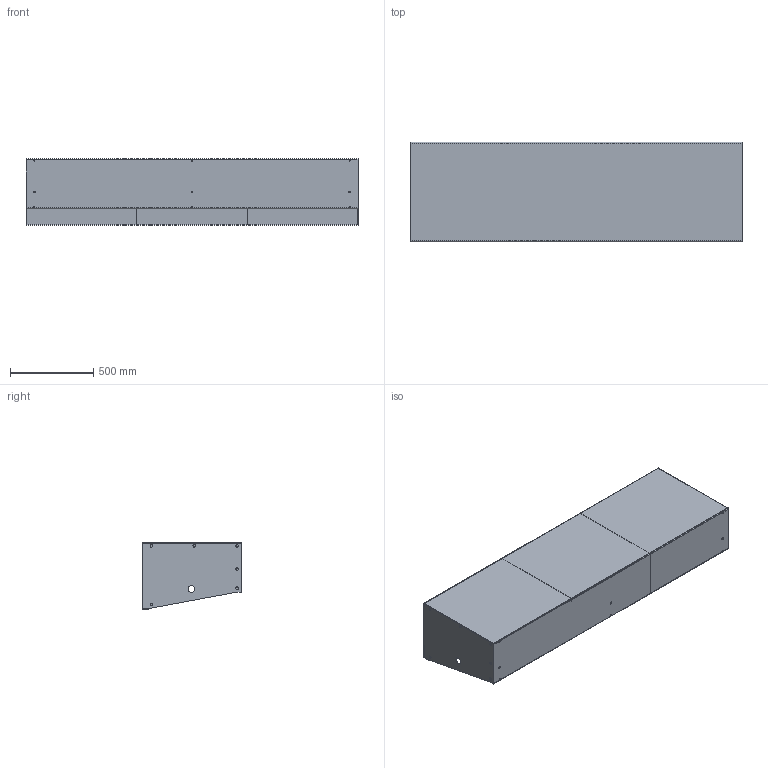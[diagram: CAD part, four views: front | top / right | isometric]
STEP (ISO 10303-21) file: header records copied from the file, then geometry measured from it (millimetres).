
FILE_DESCRIPTION (( 'STEP AP203' ), '1' );
FILE_NAME ('CRS3_600_2000_400_Wide.STEP', '2020-05-01T07:00:54', ( '' ), ( '' ), 'SwSTEP 2.0', 'SolidWorks 2019', '' );
FILE_SCHEMA (( 'CONFIG_CONTROL_DESIGN' ));
Length unit declared in the file: millimetre
Products named in the file (4): CRS3_600_2000_400_Wide; CRS3_600_2000_400_Wall_Wide; CR3_600_400 Con Wide straight; CR3_600_400 Con m Wide straight
Assembly tree (5 placements, depth 2):
  CRS3_600_2000_400_Wide
    CRS3_600_2000_400_Wall_Wide
    CR3_600_400 Con Wide straight  x2
    CR3_600_400 Con m Wide straight  x2
Bounding box: 2000 x 600 x 400 mm (x, y, z)
Volume: 10436870 mm3; surface area: 7004355.3 mm2
Topology: 5 solids, 5 shells, 136 faces, 352 edges, 220 vertices
Faces by surface type: plane 78, cylinder 58
Entity records: 3406 total; most frequent: DIRECTION 536, CARTESIAN_POINT 496, ORIENTED_EDGE 488, EDGE_CURVE 244, AXIS2_PLACEMENT_3D 188, VECTOR 160, LINE 160, VERTEX_POINT 148
